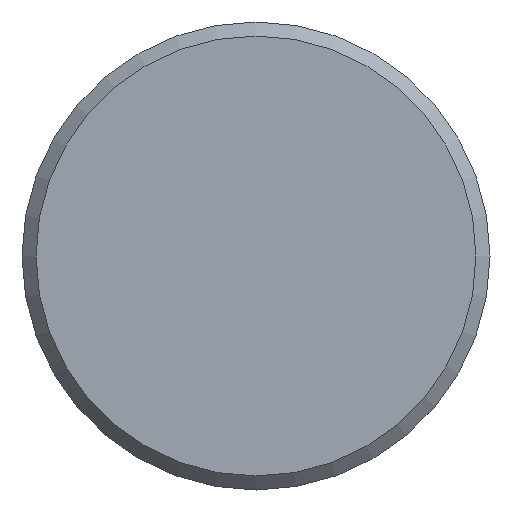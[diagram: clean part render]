
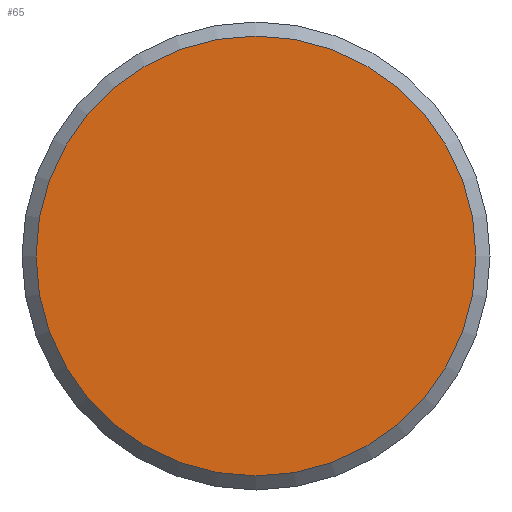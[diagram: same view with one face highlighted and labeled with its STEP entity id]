
A CAD part, front view. The second image highlights one B-rep face of the part: STEP entity #65.
In plain terms, the highlighted planar face has unit normal (0, -1, 0).
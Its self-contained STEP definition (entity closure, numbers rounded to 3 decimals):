
#65 = ADVANCED_FACE( '', ( #156 ), #157, .F. );
#156 = FACE_OUTER_BOUND( '', #284, .T. );
#157 = PLANE( '', #285 );
#284 = EDGE_LOOP( '', ( #416 ) );
#285 = AXIS2_PLACEMENT_3D( '', #417, #418, #419 );
#416 = ORIENTED_EDGE( '', *, *, #661, .T. );
#417 = CARTESIAN_POINT( '', ( 18.8, 0., 0. ) );
#418 = DIRECTION( '', ( 0., 1., 0. ) );
#419 = DIRECTION( '', ( 0., 0., 1. ) );
#661 = EDGE_CURVE( '', #762, #762, #763, .T. );
#762 = VERTEX_POINT( '', #913 );
#763 = CIRCLE( '', #914, 18.8 );
#913 = CARTESIAN_POINT( '', ( 0., 0., -18.8 ) );
#914 = AXIS2_PLACEMENT_3D( '', #1162, #1163, #1164 );
#1162 = CARTESIAN_POINT( '', ( 0., 0., 0. ) );
#1163 = DIRECTION( '', ( 0., -1., 0. ) );
#1164 = DIRECTION( '', ( 0., 0., -1. ) );
